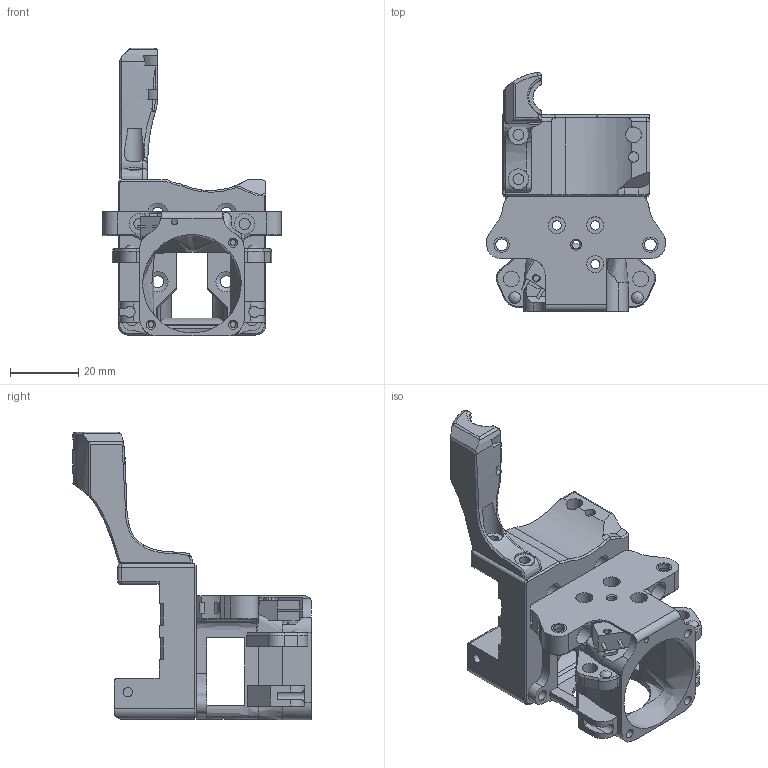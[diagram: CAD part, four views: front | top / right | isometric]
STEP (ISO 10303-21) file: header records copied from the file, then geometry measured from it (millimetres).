
FILE_DESCRIPTION(/* description */ (''),/* implementation_level */ '2;1');
FILE_NAME(/* name */ 'MantisPlusSailfinPlusSensorInside.step',/* time_stamp */ '2022-01-05T13:33:56+01:00',/* author */ (''),/* organization */ (''),/* preprocessor_version */ 'ST-DEVELOPER v18.1',/* originating_system */ 'Autodesk Translation Framework v10.10.0.1391',/* authorisation */ '');
FILE_SCHEMA (('AUTOMOTIVE_DESIGN { 1 0 10303 214 3 1 1 }'));
Length unit declared in the file: millimetre
Products named in the file (4): MantisPlusSailfinPlusSensorInside; Carriage; Omron_D2F_Bottom(Mirror) (2); SteelBall (1)(Mirror) (2)
Assembly tree (3 placements, depth 4):
  MantisPlusSailfinPlusSensorInside
    Carriage
      Omron_D2F_Bottom(Mirror) (2)
        SteelBall (1)(Mirror) (2)
Bounding box: 52.37 x 69.83 x 84.15 mm (x, y, z)
Volume: 42036.4 mm3; surface area: 25201.4 mm2
Topology: 6 solids, 7 shells, 632 faces, 1750 edges, 1137 vertices
Faces by surface type: plane 353, cylinder 154, bspline 96, cone 18, sphere 11
Full cylindrical faces by diameter (mm): 1.75 x1, 1.8 x3, 2 x1, 2.4 x2, 2.7 x8, 3 x1, 3.2 x6, 3.4 x2, 3.5 x4, 4 x1, 4.5 x2, 4.6 x9, 5 x3, 6 x7, 6.1 x1, 7.4 x1
Entity records: 27102 total; most frequent: CARTESIAN_POINT 11365, ORIENTED_EDGE 3486, DIRECTION 2816, EDGE_CURVE 1743, VERTEX_POINT 1137, LINE 1072, VECTOR 1072, AXIS2_PLACEMENT_3D 872
